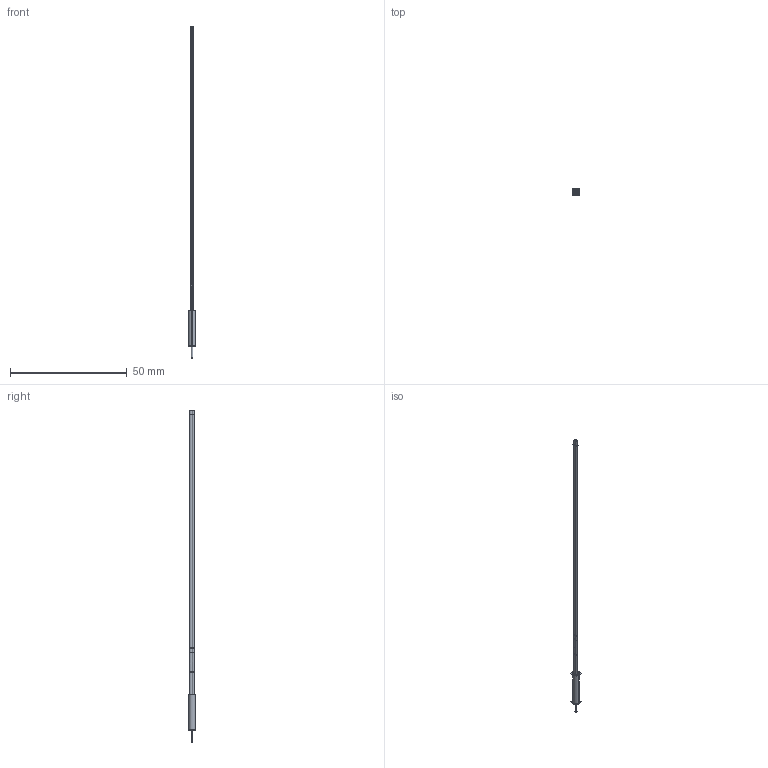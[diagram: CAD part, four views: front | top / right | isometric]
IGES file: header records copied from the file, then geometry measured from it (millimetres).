
Start section:  PTC IGES file: 188728.igs
Global section: file name: 188728.igs; native system: Creo Parametric by PTC Inc.; preprocessor: 2016260; author: pdmadmin; organization: Unknown; date: 20180828.111407; units: millimetre
Bounding box: 3.12 x 3.12 x 142.16 mm (x, y, z)
Volume: 272.2 mm3; surface area: 5846.7 mm2
Topology: 6 solids, 8 shells, 112 faces, 548 edges, 720 vertices
Faces by surface type: revolution 72, bspline 40
